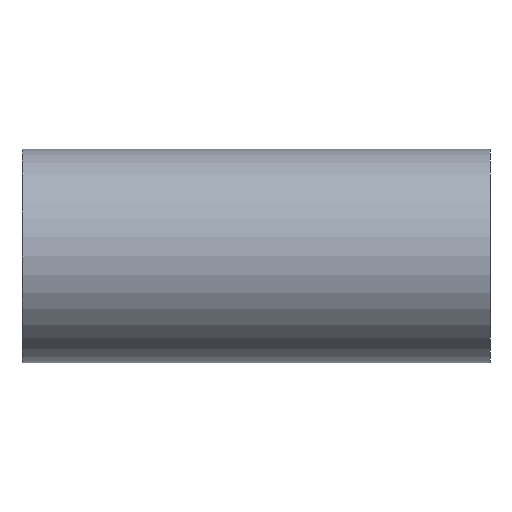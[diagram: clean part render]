
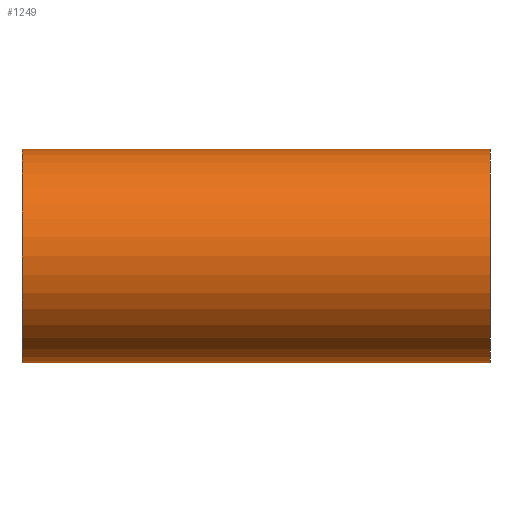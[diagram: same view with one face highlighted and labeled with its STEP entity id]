
A CAD part, front view. The second image highlights one B-rep face of the part: STEP entity #1249.
In plain terms, the highlighted cylindrical face has radius 16 mm (diameter 32 mm), a partial arc.
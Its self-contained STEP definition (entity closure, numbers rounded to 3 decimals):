
#24 = CARTESIAN_POINT ( 'NONE',  ( 3., 0., 16. ) ) ;
#59 = VERTEX_POINT ( 'NONE', #159 ) ;
#98 = DIRECTION ( 'NONE',  ( -1., 0., 0. ) ) ;
#152 = DIRECTION ( 'NONE',  ( -1., 0., 0. ) ) ;
#159 = CARTESIAN_POINT ( 'NONE',  ( 60., 0., 16. ) ) ;
#185 = ORIENTED_EDGE ( 'NONE', *, *, #707, .F. ) ;
#203 = CIRCLE ( 'NONE', #725, 16. ) ;
#214 = CARTESIAN_POINT ( 'NONE',  ( 60., 0., 0. ) ) ;
#228 = CARTESIAN_POINT ( 'NONE',  ( 3., 0., 0. ) ) ;
#236 = DIRECTION ( 'NONE',  ( -1., 0., 0. ) ) ;
#318 = DIRECTION ( 'NONE',  ( 0., 0., -1. ) ) ;
#387 = VERTEX_POINT ( 'NONE', #571 ) ;
#418 = CARTESIAN_POINT ( 'NONE',  ( -10., 0., 16. ) ) ;
#571 = CARTESIAN_POINT ( 'NONE',  ( -10., 0., -16. ) ) ;
#590 = EDGE_LOOP ( 'NONE', ( #185, #1181, #602, #1050 ) ) ;
#594 = VERTEX_POINT ( 'NONE', #1275 ) ;
#602 = ORIENTED_EDGE ( 'NONE', *, *, #1336, .T. ) ;
#672 = DIRECTION ( 'NONE',  ( 1., 0., 0. ) ) ;
#681 = AXIS2_PLACEMENT_3D ( 'NONE', #228, #236, #794 ) ;
#707 = EDGE_CURVE ( 'NONE', #594, #387, #1455, .T. ) ;
#725 = AXIS2_PLACEMENT_3D ( 'NONE', #214, #672, #1124 ) ;
#794 = DIRECTION ( 'NONE',  ( 0., 0., 1. ) ) ;
#886 = CARTESIAN_POINT ( 'NONE',  ( -10., 0., 0. ) ) ;
#1028 = CYLINDRICAL_SURFACE ( 'NONE', #681, 16. ) ;
#1044 = VERTEX_POINT ( 'NONE', #418 ) ;
#1050 = ORIENTED_EDGE ( 'NONE', *, *, #1144, .T. ) ;
#1124 = DIRECTION ( 'NONE',  ( 0., 0., -1. ) ) ;
#1133 = AXIS2_PLACEMENT_3D ( 'NONE', #886, #1341, #318 ) ;
#1144 = EDGE_CURVE ( 'NONE', #1044, #387, #1156, .T. ) ;
#1152 = FACE_OUTER_BOUND ( 'NONE', #590, .T. ) ;
#1156 = CIRCLE ( 'NONE', #1133, 16. ) ;
#1181 = ORIENTED_EDGE ( 'NONE', *, *, #1287, .F. ) ;
#1245 = VECTOR ( 'NONE', #152, 1000. ) ;
#1249 = ADVANCED_FACE ( 'NONE', ( #1152 ), #1028, .T. ) ;
#1275 = CARTESIAN_POINT ( 'NONE',  ( 60., 0., -16. ) ) ;
#1276 = LINE ( 'NONE', #24, #1245 ) ;
#1287 = EDGE_CURVE ( 'NONE', #59, #594, #203, .T. ) ;
#1336 = EDGE_CURVE ( 'NONE', #59, #1044, #1276, .T. ) ;
#1341 = DIRECTION ( 'NONE',  ( 1., 0., 0. ) ) ;
#1343 = CARTESIAN_POINT ( 'NONE',  ( 3., 0., -16. ) ) ;
#1455 = LINE ( 'NONE', #1343, #1475 ) ;
#1475 = VECTOR ( 'NONE', #98, 1000. ) ;
